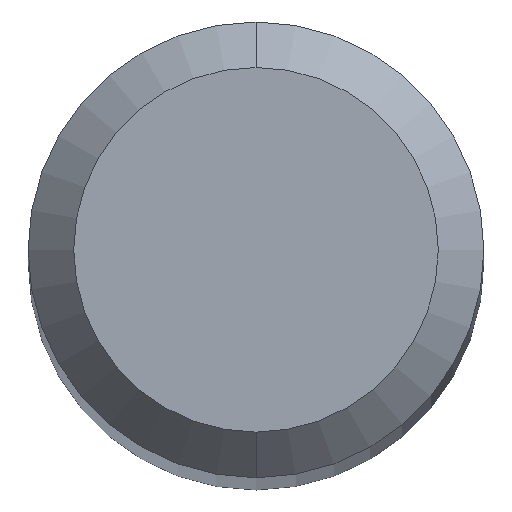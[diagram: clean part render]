
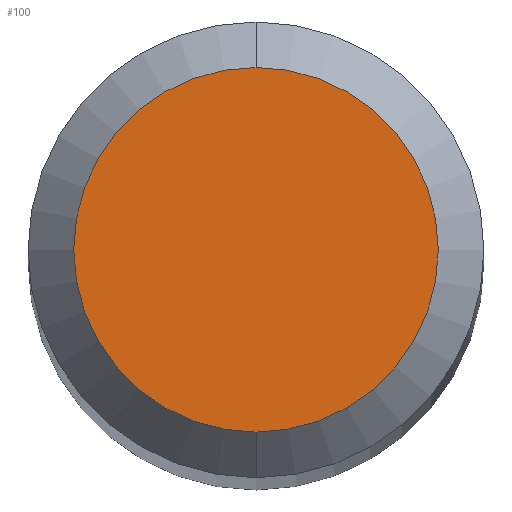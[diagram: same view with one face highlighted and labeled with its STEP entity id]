
A CAD part, top view. The second image highlights one B-rep face of the part: STEP entity #100.
In plain terms, the highlighted planar face has unit normal (0, 0, 1).
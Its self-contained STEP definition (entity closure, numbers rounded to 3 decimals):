
#7 = VERTEX_POINT ( 'NONE', #42 ) ;
#17 = CIRCLE ( 'NONE', #209, 2.703 ) ;
#19 = CIRCLE ( 'NONE', #125, 2.703 ) ;
#25 = CARTESIAN_POINT ( 'NONE',  ( 0., -2.703, 0. ) ) ;
#42 = CARTESIAN_POINT ( 'NONE',  ( 0., 2.703, 0. ) ) ;
#45 = DIRECTION ( 'NONE',  ( 0., 1., 0. ) ) ;
#55 = PLANE ( 'NONE',  #188 ) ;
#68 = CARTESIAN_POINT ( 'NONE',  ( 0., 0., 0. ) ) ;
#84 = ORIENTED_EDGE ( 'NONE', *, *, #159, .T. ) ;
#89 = EDGE_LOOP ( 'NONE', ( #84, #197 ) ) ;
#99 = CARTESIAN_POINT ( 'NONE',  ( 0., 3.378, 0. ) ) ;
#100 = ADVANCED_FACE ( 'NONE', ( #112 ), #55, .F. ) ;
#112 = FACE_OUTER_BOUND ( 'NONE', #89, .T. ) ;
#116 = DIRECTION ( 'NONE',  ( 0., 0., -1. ) ) ;
#125 = AXIS2_PLACEMENT_3D ( 'NONE', #68, #187, #138 ) ;
#134 = CARTESIAN_POINT ( 'NONE',  ( 0., 0., 0. ) ) ;
#138 = DIRECTION ( 'NONE',  ( 0., 1., 0. ) ) ;
#159 = EDGE_CURVE ( 'NONE', #7, #162, #19, .T. ) ;
#162 = VERTEX_POINT ( 'NONE', #25 ) ;
#176 = EDGE_CURVE ( 'NONE', #162, #7, #17, .T. ) ;
#183 = DIRECTION ( 'NONE',  ( 0., 1., 0. ) ) ;
#187 = DIRECTION ( 'NONE',  ( 0., 0., 1. ) ) ;
#188 = AXIS2_PLACEMENT_3D ( 'NONE', #99, #116, #183 ) ;
#197 = ORIENTED_EDGE ( 'NONE', *, *, #176, .T. ) ;
#199 = DIRECTION ( 'NONE',  ( 0., 0., 1. ) ) ;
#209 = AXIS2_PLACEMENT_3D ( 'NONE', #134, #199, #45 ) ;
